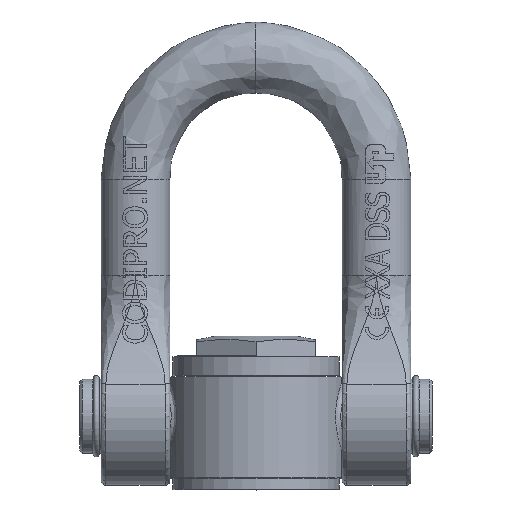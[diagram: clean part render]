
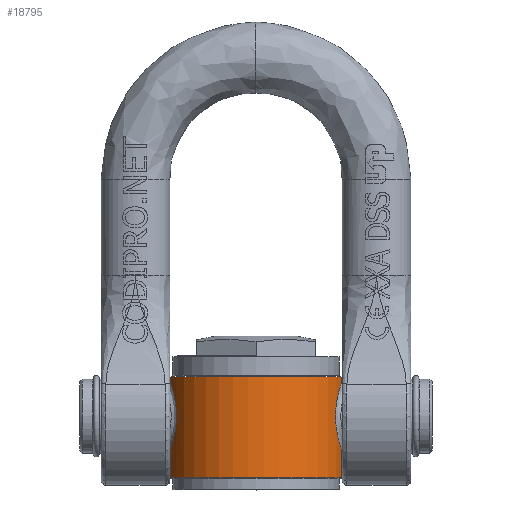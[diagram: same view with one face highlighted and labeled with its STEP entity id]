
A CAD part, top view. The second image highlights one B-rep face of the part: STEP entity #18795.
In plain terms, the highlighted cylindrical face has radius 37.5 mm (diameter 75 mm), a partial arc.
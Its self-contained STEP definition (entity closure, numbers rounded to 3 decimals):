
#857=ELLIPSE('',#20046,17.07,15.009);
#858=ELLIPSE('',#20047,17.07,15.009);
#861=ELLIPSE('',#20050,17.07,15.009);
#862=ELLIPSE('',#20051,17.07,15.009);
#1707=FACE_OUTER_BOUND('',#2822,.T.);
#2822=EDGE_LOOP('',(#14729,#14730,#14731,#14732,#14733,#14734,#14735,#14736,
#14737,#14738,#14739,#14740,#14741,#14742,#14743,#14744));
#3951=B_SPLINE_CURVE_WITH_KNOTS('',3,(#30424,#30425,#30426,#30427,#30428,
#30429,#30430,#30431),.UNSPECIFIED.,.F.,.F.,(4,2,2,4),(1.872,
1.928,1.992,1.994),.UNSPECIFIED.);
#3956=B_SPLINE_CURVE_WITH_KNOTS('',3,(#30491,#30492,#30493,#30494,#30495,
#30496,#30497,#30498),.UNSPECIFIED.,.F.,.F.,(4,2,2,4),(1.268,
1.288,1.331,1.348),.UNSPECIFIED.);
#3966=B_SPLINE_CURVE_WITH_KNOTS('',3,(#30586,#30587,#30588,#30589,#30590,
#30591),.UNSPECIFIED.,.F.,.F.,(4,2,4),(1.948,2.012,
2.057),.UNSPECIFIED.);
#3967=B_SPLINE_CURVE_WITH_KNOTS('',3,(#30601,#30602,#30603,#30604,#30605,
#30606,#30607,#30608),.UNSPECIFIED.,.F.,.F.,(4,2,2,4),(1.268,
1.288,1.331,1.348),.UNSPECIFIED.);
#3977=B_SPLINE_CURVE_WITH_KNOTS('',3,(#30748,#30749,#30750,#30751,#30752,
#30753,#30754,#30755,#30756),.UNSPECIFIED.,.F.,.F.,(4,1,1,1,1,1,4),(-13.112,
-12.433,-12.192,-11.709,-11.226,
-10.743,-9.823),.UNSPECIFIED.);
#3979=B_SPLINE_CURVE_WITH_KNOTS('',3,(#30864,#30865,#30866,#30867,#30868,
#30869,#30870,#30871,#30872),.UNSPECIFIED.,.F.,.F.,(4,1,1,1,1,1,4),(-13.112,
-12.433,-12.192,-11.709,-11.226,
-10.743,-9.823),.UNSPECIFIED.);
#4762=CIRCLE('',#20060,37.5);
#4766=CIRCLE('',#20066,37.5);
#5191=LINE('',#30597,#6686);
#5195=LINE('',#30957,#6690);
#5197=LINE('',#30961,#6692);
#5198=LINE('',#30963,#6693);
#6686=VECTOR('',#21912,10.);
#6690=VECTOR('',#21990,10.);
#6692=VECTOR('',#21996,10.);
#6693=VECTOR('',#21999,10.);
#8481=VERTEX_POINT('',#30367);
#8487=VERTEX_POINT('',#30422);
#8495=VERTEX_POINT('',#30477);
#8496=VERTEX_POINT('',#30490);
#8505=VERTEX_POINT('',#30549);
#8508=VERTEX_POINT('',#30584);
#8510=VERTEX_POINT('',#30595);
#8511=VERTEX_POINT('',#30599);
#8512=VERTEX_POINT('',#30600);
#8526=VERTEX_POINT('',#30745);
#8527=VERTEX_POINT('',#30747);
#8530=VERTEX_POINT('',#30861);
#8531=VERTEX_POINT('',#30863);
#8537=VERTEX_POINT('',#30941);
#8538=VERTEX_POINT('',#30943);
#8541=VERTEX_POINT('',#30953);
#10739=EDGE_CURVE('',#8487,#8481,#3951,.T.);
#10748=EDGE_CURVE('',#8496,#8495,#3956,.F.);
#10764=EDGE_CURVE('',#8508,#8505,#3966,.T.);
#10767=EDGE_CURVE('',#8508,#8510,#5191,.T.);
#10768=EDGE_CURVE('',#8511,#8512,#3967,.F.);
#10785=EDGE_CURVE('',#8505,#8526,#857,.F.);
#10786=EDGE_CURVE('',#8526,#8527,#3977,.T.);
#10787=EDGE_CURVE('',#8495,#8527,#858,.T.);
#10791=EDGE_CURVE('',#8481,#8530,#861,.F.);
#10792=EDGE_CURVE('',#8530,#8531,#3979,.T.);
#10793=EDGE_CURVE('',#8512,#8531,#862,.T.);
#10801=EDGE_CURVE('',#8537,#8538,#4762,.T.);
#10807=EDGE_CURVE('',#8541,#8510,#4766,.T.);
#10808=EDGE_CURVE('',#8537,#8496,#5195,.T.);
#10810=EDGE_CURVE('',#8541,#8511,#5197,.T.);
#10811=EDGE_CURVE('',#8487,#8538,#5198,.T.);
#14729=ORIENTED_EDGE('',*,*,#10786,.F.);
#14730=ORIENTED_EDGE('',*,*,#10785,.F.);
#14731=ORIENTED_EDGE('',*,*,#10764,.F.);
#14732=ORIENTED_EDGE('',*,*,#10767,.T.);
#14733=ORIENTED_EDGE('',*,*,#10807,.F.);
#14734=ORIENTED_EDGE('',*,*,#10810,.T.);
#14735=ORIENTED_EDGE('',*,*,#10768,.T.);
#14736=ORIENTED_EDGE('',*,*,#10793,.T.);
#14737=ORIENTED_EDGE('',*,*,#10792,.F.);
#14738=ORIENTED_EDGE('',*,*,#10791,.F.);
#14739=ORIENTED_EDGE('',*,*,#10739,.F.);
#14740=ORIENTED_EDGE('',*,*,#10811,.T.);
#14741=ORIENTED_EDGE('',*,*,#10801,.F.);
#14742=ORIENTED_EDGE('',*,*,#10808,.T.);
#14743=ORIENTED_EDGE('',*,*,#10748,.T.);
#14744=ORIENTED_EDGE('',*,*,#10787,.T.);
#18310=CYLINDRICAL_SURFACE('',#20071,37.5);
#18795=ADVANCED_FACE('',(#1707),#18310,.T.);
#20046=AXIS2_PLACEMENT_3D('',#30746,#21943,#21944);
#20047=AXIS2_PLACEMENT_3D('',#30757,#21945,#21946);
#20050=AXIS2_PLACEMENT_3D('',#30862,#21951,#21952);
#20051=AXIS2_PLACEMENT_3D('',#30873,#21953,#21954);
#20060=AXIS2_PLACEMENT_3D('',#30944,#21972,#21973);
#20066=AXIS2_PLACEMENT_3D('',#30955,#21986,#21987);
#20071=AXIS2_PLACEMENT_3D('',#30964,#22000,#22001);
#21912=DIRECTION('',(0.,0.,-1.));
#21943=DIRECTION('center_axis',(0.093,-0.97,-0.224));
#21944=DIRECTION('ref_axis',(0.374,0.243,-0.895));
#21945=DIRECTION('center_axis',(0.093,-0.97,0.224));
#21946=DIRECTION('ref_axis',(-0.374,-0.243,-0.895));
#21951=DIRECTION('center_axis',(0.093,0.97,0.224));
#21952=DIRECTION('ref_axis',(0.374,-0.243,0.895));
#21953=DIRECTION('center_axis',(0.093,0.97,-0.224));
#21954=DIRECTION('ref_axis',(-0.374,0.243,0.895));
#21972=DIRECTION('center_axis',(0.,0.,1.));
#21973=DIRECTION('ref_axis',(-1.,0.,0.));
#21986=DIRECTION('center_axis',(0.,0.,-1.));
#21987=DIRECTION('ref_axis',(-1.,0.,0.));
#21990=DIRECTION('',(0.,0.,-1.));
#21996=DIRECTION('',(0.,0.,1.));
#21999=DIRECTION('',(0.,0.,1.));
#22000=DIRECTION('center_axis',(0.,0.,1.));
#22001=DIRECTION('ref_axis',(-1.,0.,0.));
#30367=CARTESIAN_POINT('',(-10.379,-36.035,40.193));
#30422=CARTESIAN_POINT('',(-10.5,-36.,40.62));
#30424=CARTESIAN_POINT('Ctrl Pts',(-10.5,-36.,40.62));
#30425=CARTESIAN_POINT('Ctrl Pts',(-10.5,-36.,40.549));
#30426=CARTESIAN_POINT('Ctrl Pts',(-10.493,-36.002,
40.479));
#30427=CARTESIAN_POINT('Ctrl Pts',(-10.458,-36.012,
40.333));
#30428=CARTESIAN_POINT('Ctrl Pts',(-10.428,-36.021,40.261));
#30429=CARTESIAN_POINT('Ctrl Pts',(-10.381,-36.034,
40.195));
#30430=CARTESIAN_POINT('Ctrl Pts',(-10.38,-36.035,
40.194));
#30431=CARTESIAN_POINT('Ctrl Pts',(-10.379,-36.035,
40.193));
#30477=CARTESIAN_POINT('',(-10.379,36.035,40.193));
#30490=CARTESIAN_POINT('',(-10.5,36.,40.62));
#30491=CARTESIAN_POINT('Ctrl Pts',(-10.379,36.035,40.193));
#30492=CARTESIAN_POINT('Ctrl Pts',(-10.401,36.029,40.223));
#30493=CARTESIAN_POINT('Ctrl Pts',(-10.42,36.023,40.255));
#30494=CARTESIAN_POINT('Ctrl Pts',(-10.469,36.009,40.363));
#30495=CARTESIAN_POINT('Ctrl Pts',(-10.488,36.004,40.443));
#30496=CARTESIAN_POINT('Ctrl Pts',(-10.499,36.,40.556));
#30497=CARTESIAN_POINT('Ctrl Pts',(-10.5,36.,40.588));
#30498=CARTESIAN_POINT('Ctrl Pts',(-10.5,36.,40.62));
#30549=CARTESIAN_POINT('',(-10.379,36.035,11.807));
#30584=CARTESIAN_POINT('',(-10.5,36.,11.38));
#30586=CARTESIAN_POINT('Ctrl Pts',(-10.5,36.,11.38));
#30587=CARTESIAN_POINT('Ctrl Pts',(-10.5,36.,11.469));
#30588=CARTESIAN_POINT('Ctrl Pts',(-10.489,36.003,11.558));
#30589=CARTESIAN_POINT('Ctrl Pts',(-10.443,36.017,11.702));
#30590=CARTESIAN_POINT('Ctrl Pts',(-10.415,36.025,11.757));
#30591=CARTESIAN_POINT('Ctrl Pts',(-10.379,36.035,11.807));
#30595=CARTESIAN_POINT('',(-10.5,36.,0.));
#30597=CARTESIAN_POINT('',(-10.5,36.,0.));
#30599=CARTESIAN_POINT('',(-10.5,-36.,11.38));
#30600=CARTESIAN_POINT('',(-10.379,-36.035,11.807));
#30601=CARTESIAN_POINT('Ctrl Pts',(-10.379,-36.035,
11.807));
#30602=CARTESIAN_POINT('Ctrl Pts',(-10.401,-36.029,
11.777));
#30603=CARTESIAN_POINT('Ctrl Pts',(-10.42,-36.023,11.745));
#30604=CARTESIAN_POINT('Ctrl Pts',(-10.469,-36.009,
11.637));
#30605=CARTESIAN_POINT('Ctrl Pts',(-10.488,-36.004,
11.557));
#30606=CARTESIAN_POINT('Ctrl Pts',(-10.499,-36.,
11.444));
#30607=CARTESIAN_POINT('Ctrl Pts',(-10.5,-36.,11.412));
#30608=CARTESIAN_POINT('Ctrl Pts',(-10.5,-36.,11.38));
#30745=CARTESIAN_POINT('',(-10.5,36.,11.909));
#30746=CARTESIAN_POINT('Origin',(-1.565,33.962,24.447));
#30747=CARTESIAN_POINT('',(-10.5,36.,40.091));
#30748=CARTESIAN_POINT('Ctrl Pts',(-10.5,36.,11.909));
#30749=CARTESIAN_POINT('Ctrl Pts',(-12.119,35.527,13.282));
#30750=CARTESIAN_POINT('Ctrl Pts',(-13.982,34.822,15.566));
#30751=CARTESIAN_POINT('Ctrl Pts',(-15.92,33.964,19.672));
#30752=CARTESIAN_POINT('Ctrl Pts',(-16.924,33.465,23.558));
#30753=CARTESIAN_POINT('Ctrl Pts',(-16.925,33.463,28.443));
#30754=CARTESIAN_POINT('Ctrl Pts',(-15.354,34.246,34.515));
#30755=CARTESIAN_POINT('Ctrl Pts',(-12.695,35.359,38.229));
#30756=CARTESIAN_POINT('Ctrl Pts',(-10.5,36.,40.091));
#30757=CARTESIAN_POINT('Origin',(-1.564,33.962,27.553));
#30861=CARTESIAN_POINT('',(-10.5,-36.,40.091));
#30862=CARTESIAN_POINT('Origin',(-1.565,-33.962,27.553));
#30863=CARTESIAN_POINT('',(-10.5,-36.,11.909));
#30864=CARTESIAN_POINT('Ctrl Pts',(-10.5,-36.,
40.091));
#30865=CARTESIAN_POINT('Ctrl Pts',(-12.119,-35.527,
38.718));
#30866=CARTESIAN_POINT('Ctrl Pts',(-13.982,-34.822,
36.434));
#30867=CARTESIAN_POINT('Ctrl Pts',(-15.92,-33.964,
32.328));
#30868=CARTESIAN_POINT('Ctrl Pts',(-16.924,-33.465,
28.442));
#30869=CARTESIAN_POINT('Ctrl Pts',(-16.925,-33.463,23.557));
#30870=CARTESIAN_POINT('Ctrl Pts',(-15.354,-34.246,
17.485));
#30871=CARTESIAN_POINT('Ctrl Pts',(-12.695,-35.359,
13.771));
#30872=CARTESIAN_POINT('Ctrl Pts',(-10.5,-36.,
11.909));
#30873=CARTESIAN_POINT('Origin',(-1.565,-33.962,24.447));
#30941=CARTESIAN_POINT('',(-10.5,36.,42.5));
#30943=CARTESIAN_POINT('',(-10.5,-36.,42.5));
#30944=CARTESIAN_POINT('Origin',(0.,0.,42.5));
#30953=CARTESIAN_POINT('',(-10.5,-36.,0.));
#30955=CARTESIAN_POINT('Origin',(0.,0.,0.));
#30957=CARTESIAN_POINT('',(-10.5,36.,0.));
#30961=CARTESIAN_POINT('',(-10.5,-36.,0.));
#30963=CARTESIAN_POINT('',(-10.5,-36.,0.));
#30964=CARTESIAN_POINT('Origin',(0.,0.,0.));
